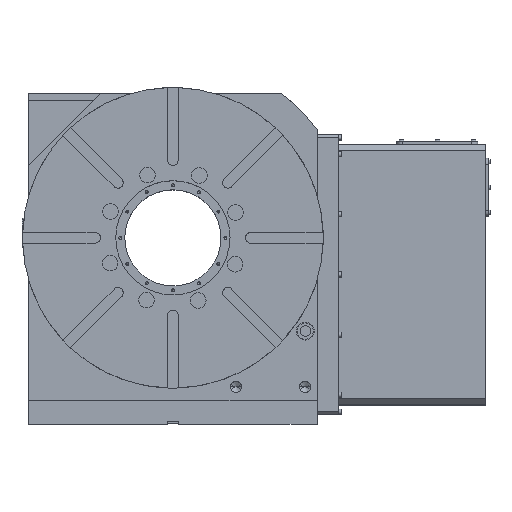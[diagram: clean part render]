
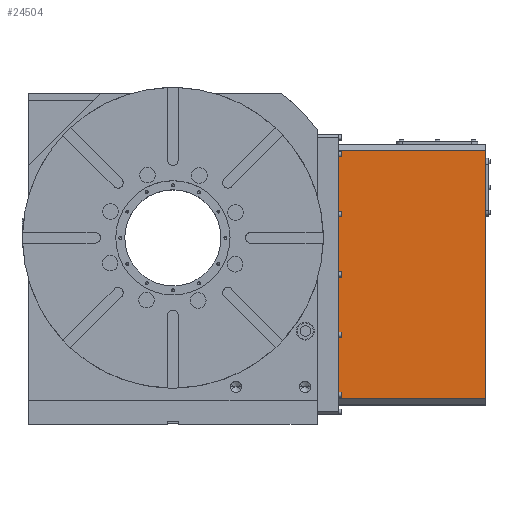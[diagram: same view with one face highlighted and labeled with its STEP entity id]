
A CAD part, top view. The second image highlights one B-rep face of the part: STEP entity #24504.
In plain terms, the highlighted planar face has unit normal (0, 0, 1).
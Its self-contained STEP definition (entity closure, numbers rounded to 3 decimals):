
#1133 = DIRECTION ( 'NONE',  ( 1., 0., 0. ) ) ;
#1456 = EDGE_CURVE ( 'NONE', #40382, #35165, #39314, .T. ) ;
#1820 = DIRECTION ( 'NONE',  ( -1., 0., 0. ) ) ;
#2086 = VECTOR ( 'NONE', #21073, 1000. ) ;
#5986 = LINE ( 'NONE', #44905, #7855 ) ;
#7855 = VECTOR ( 'NONE', #1133, 1000. ) ;
#7938 = VERTEX_POINT ( 'NONE', #35394 ) ;
#12669 = LINE ( 'NONE', #25028, #2086 ) ;
#13633 = CARTESIAN_POINT ( 'NONE',  ( 515., -84., 215. ) ) ;
#14766 = PLANE ( 'NONE',  #23691 ) ;
#14894 = ORIENTED_EDGE ( 'NONE', *, *, #1456, .T. ) ;
#17049 = ORIENTED_EDGE ( 'NONE', *, *, #17289, .T. ) ;
#17289 = EDGE_CURVE ( 'NONE', #7938, #37068, #5986, .T. ) ;
#18773 = CARTESIAN_POINT ( 'NONE',  ( 760., -84., 215. ) ) ;
#20143 = DIRECTION ( 'NONE',  ( -1., 0., 0. ) ) ;
#21073 = DIRECTION ( 'NONE',  ( 0., -1., 0. ) ) ;
#22708 = DIRECTION ( 'NONE',  ( 0., 0., -1. ) ) ;
#23691 = AXIS2_PLACEMENT_3D ( 'NONE', #18773, #22708, #20143 ) ;
#24504 = ADVANCED_FACE ( 'NONE', ( #42641 ), #14766, .F. ) ;
#25028 = CARTESIAN_POINT ( 'NONE',  ( 760., -84., 215. ) ) ;
#29017 = LINE ( 'NONE', #13633, #38955 ) ;
#30306 = CARTESIAN_POINT ( 'NONE',  ( 760., -94., 215. ) ) ;
#33411 = EDGE_CURVE ( 'NONE', #40382, #37068, #12669, .T. ) ;
#33435 = CARTESIAN_POINT ( 'NONE',  ( 760., -94., 215. ) ) ;
#34093 = DIRECTION ( 'NONE',  ( 0., -1., 0. ) ) ;
#35165 = VERTEX_POINT ( 'NONE', #51122 ) ;
#35394 = CARTESIAN_POINT ( 'NONE',  ( 515., -508., 215. ) ) ;
#35577 = VECTOR ( 'NONE', #1820, 1000. ) ;
#37068 = VERTEX_POINT ( 'NONE', #38328 ) ;
#38328 = CARTESIAN_POINT ( 'NONE',  ( 760., -508., 215. ) ) ;
#38955 = VECTOR ( 'NONE', #34093, 1000. ) ;
#39128 = EDGE_LOOP ( 'NONE', ( #39324, #17049, #42352, #14894 ) ) ;
#39314 = LINE ( 'NONE', #30306, #35577 ) ;
#39324 = ORIENTED_EDGE ( 'NONE', *, *, #43491, .T. ) ;
#40382 = VERTEX_POINT ( 'NONE', #33435 ) ;
#42352 = ORIENTED_EDGE ( 'NONE', *, *, #33411, .F. ) ;
#42641 = FACE_OUTER_BOUND ( 'NONE', #39128, .T. ) ;
#43491 = EDGE_CURVE ( 'NONE', #35165, #7938, #29017, .T. ) ;
#44905 = CARTESIAN_POINT ( 'NONE',  ( 760., -508., 215. ) ) ;
#51122 = CARTESIAN_POINT ( 'NONE',  ( 515., -94., 215. ) ) ;
